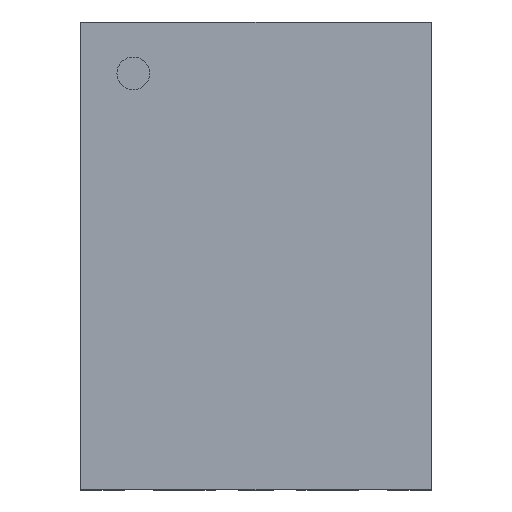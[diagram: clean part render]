
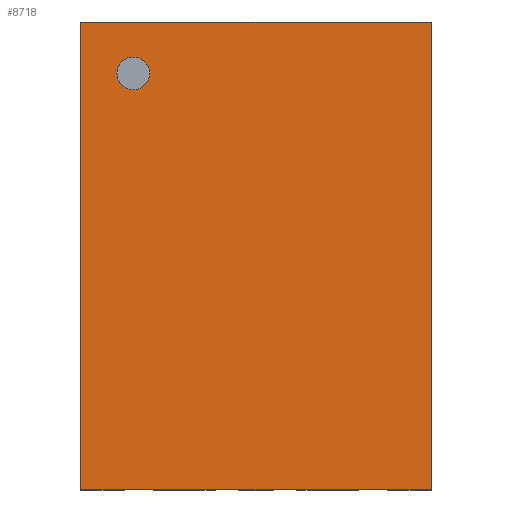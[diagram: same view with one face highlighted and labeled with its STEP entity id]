
A CAD part, top view. The second image highlights one B-rep face of the part: STEP entity #8718.
In plain terms, the highlighted planar face has unit normal (0, 0, 1).
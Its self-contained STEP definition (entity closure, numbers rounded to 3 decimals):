
#415 = CARTESIAN_POINT ( 'NONE',  ( 4.349, 8.061, 0.75 ) ) ;
#1433 = DIRECTION ( 'NONE',  ( 0., 0., 1. ) ) ;
#1737 = LINE ( 'NONE', #415, #25539 ) ;
#2337 = FACE_OUTER_BOUND ( 'NONE', #14380, .T. ) ;
#2780 = ORIENTED_EDGE ( 'NONE', *, *, #17123, .F. ) ;
#2784 = ORIENTED_EDGE ( 'NONE', *, *, #23724, .F. ) ;
#3497 = CARTESIAN_POINT ( 'NONE',  ( 7.349, 4.061, 0.75 ) ) ;
#4234 = PLANE ( 'NONE',  #15259 ) ;
#5042 = VECTOR ( 'NONE', #17601, 1000. ) ;
#5432 = CARTESIAN_POINT ( 'NONE',  ( 7.349, 4.061, 0.75 ) ) ;
#5566 = VERTEX_POINT ( 'NONE', #5432 ) ;
#6321 = CARTESIAN_POINT ( 'NONE',  ( 4.349, 8.061, 0.75 ) ) ;
#6484 = EDGE_CURVE ( 'NONE', #23100, #27549, #11015, .T. ) ;
#6575 = DIRECTION ( 'NONE',  ( 1., 0., 0. ) ) ;
#7164 = EDGE_LOOP ( 'NONE', ( #24498, #12935 ) ) ;
#7629 = LINE ( 'NONE', #26550, #18843 ) ;
#8381 = VECTOR ( 'NONE', #12499, 1000. ) ;
#8430 = AXIS2_PLACEMENT_3D ( 'NONE', #12737, #28400, #14983 ) ;
#8635 = CARTESIAN_POINT ( 'NONE',  ( 0., 0., 0.75 ) ) ;
#8644 = DIRECTION ( 'NONE',  ( -1., 0., 0. ) ) ;
#8718 = ADVANCED_FACE ( 'NONE', ( #14213, #2337 ), #4234, .T. ) ;
#9020 = AXIS2_PLACEMENT_3D ( 'NONE', #14827, #1433, #17079 ) ;
#11015 = LINE ( 'NONE', #28652, #5042 ) ;
#11838 = CIRCLE ( 'NONE', #8430, 0.14 ) ;
#12499 = DIRECTION ( 'NONE',  ( 0., -1., 0. ) ) ;
#12737 = CARTESIAN_POINT ( 'NONE',  ( 4.8, 7.622, 0.75 ) ) ;
#12935 = ORIENTED_EDGE ( 'NONE', *, *, #19652, .F. ) ;
#13836 = EDGE_CURVE ( 'NONE', #5566, #26145, #7629, .T. ) ;
#14213 = FACE_BOUND ( 'NONE', #7164, .T. ) ;
#14380 = EDGE_LOOP ( 'NONE', ( #19260, #2784, #19856, #2780 ) ) ;
#14827 = CARTESIAN_POINT ( 'NONE',  ( 4.8, 7.622, 0.75 ) ) ;
#14983 = DIRECTION ( 'NONE',  ( 1., 0., 0. ) ) ;
#15259 = AXIS2_PLACEMENT_3D ( 'NONE', #8635, #20014, #6575 ) ;
#16444 = CARTESIAN_POINT ( 'NONE',  ( 4.349, 4.061, 0.75 ) ) ;
#17079 = DIRECTION ( 'NONE',  ( 1., 0., 0. ) ) ;
#17123 = EDGE_CURVE ( 'NONE', #27549, #5566, #20309, .T. ) ;
#17601 = DIRECTION ( 'NONE',  ( 1., 0., 0. ) ) ;
#17879 = EDGE_CURVE ( 'NONE', #18597, #25436, #11838, .T. ) ;
#18321 = DIRECTION ( 'NONE',  ( 0., 1., 0. ) ) ;
#18597 = VERTEX_POINT ( 'NONE', #28736 ) ;
#18843 = VECTOR ( 'NONE', #8644, 1000. ) ;
#19260 = ORIENTED_EDGE ( 'NONE', *, *, #6484, .F. ) ;
#19652 = EDGE_CURVE ( 'NONE', #25436, #18597, #21932, .T. ) ;
#19856 = ORIENTED_EDGE ( 'NONE', *, *, #13836, .F. ) ;
#20014 = DIRECTION ( 'NONE',  ( 0., 0., 1. ) ) ;
#20309 = LINE ( 'NONE', #3497, #8381 ) ;
#21932 = CIRCLE ( 'NONE', #9020, 0.14 ) ;
#23100 = VERTEX_POINT ( 'NONE', #6321 ) ;
#23252 = CARTESIAN_POINT ( 'NONE',  ( 7.349, 8.061, 0.75 ) ) ;
#23724 = EDGE_CURVE ( 'NONE', #26145, #23100, #1737, .T. ) ;
#24498 = ORIENTED_EDGE ( 'NONE', *, *, #17879, .F. ) ;
#24577 = CARTESIAN_POINT ( 'NONE',  ( 4.66, 7.622, 0.75 ) ) ;
#25436 = VERTEX_POINT ( 'NONE', #24577 ) ;
#25539 = VECTOR ( 'NONE', #18321, 1000. ) ;
#26145 = VERTEX_POINT ( 'NONE', #16444 ) ;
#26550 = CARTESIAN_POINT ( 'NONE',  ( 4.349, 4.061, 0.75 ) ) ;
#27549 = VERTEX_POINT ( 'NONE', #23252 ) ;
#28400 = DIRECTION ( 'NONE',  ( 0., 0., 1. ) ) ;
#28652 = CARTESIAN_POINT ( 'NONE',  ( 7.349, 8.061, 0.75 ) ) ;
#28736 = CARTESIAN_POINT ( 'NONE',  ( 4.94, 7.622, 0.75 ) ) ;
